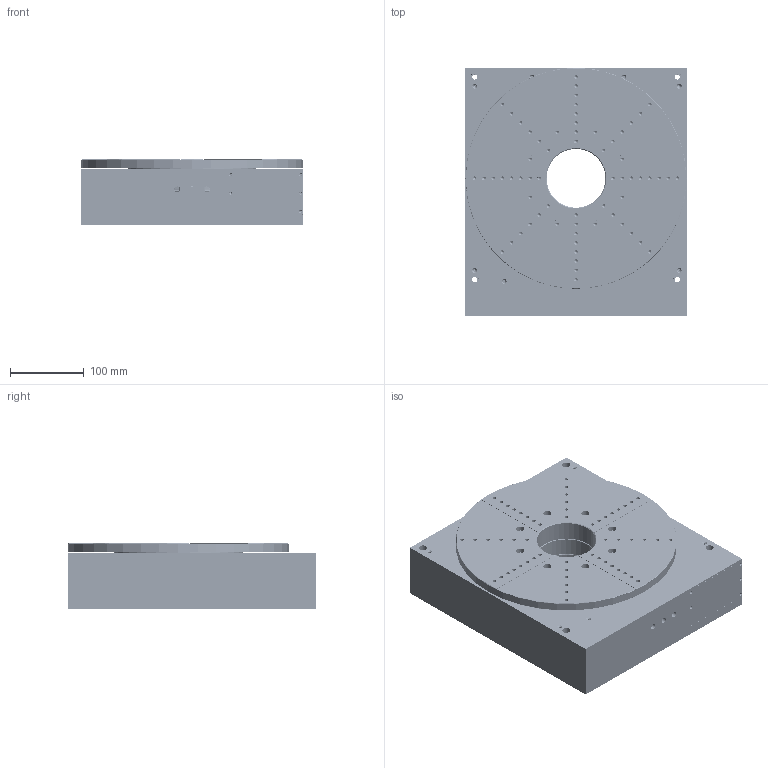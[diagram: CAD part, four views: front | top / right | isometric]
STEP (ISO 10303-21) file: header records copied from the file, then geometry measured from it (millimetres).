
FILE_DESCRIPTION (( 'STEP AP203' ), '1' );
FILE_NAME ('528672.STEP', '2024-09-21T09:06:49', ( '' ), ( '' ), 'SwSTEP 2.0', 'SolidWorks 2020', '' );
FILE_SCHEMA (( 'CONFIG_CONTROL_DESIGN' ));
Products named in the file (1): 528672
Bounding box: 300 x 337 x 89 mm (x, y, z)
Volume: 5267835.4 mm3; surface area: 965412.3 mm2
Topology: 22 solids, 22 shells, 2864 faces, 7641 edges, 4807 vertices
Faces by surface type: cylinder 2059, cone 380, plane 367, bspline 30, torus 28
Entity records: 183806 total; most frequent: CARTESIAN_POINT 120520, ORIENTED_EDGE 14870, DIRECTION 11770, EDGE_CURVE 7435, VERTEX_POINT 4807, AXIS2_PLACEMENT_3D 4427, EDGE_LOOP 3300, VECTOR 2916
